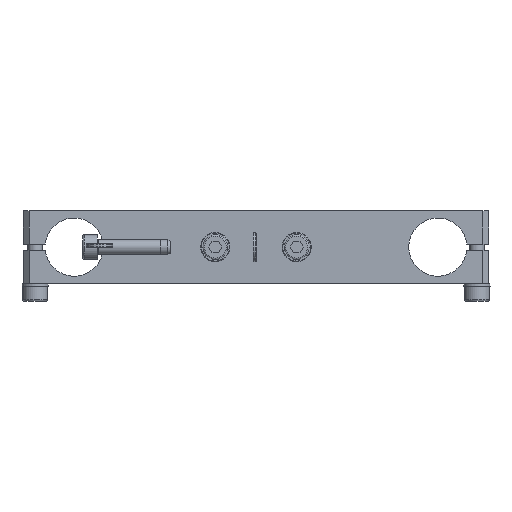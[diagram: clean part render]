
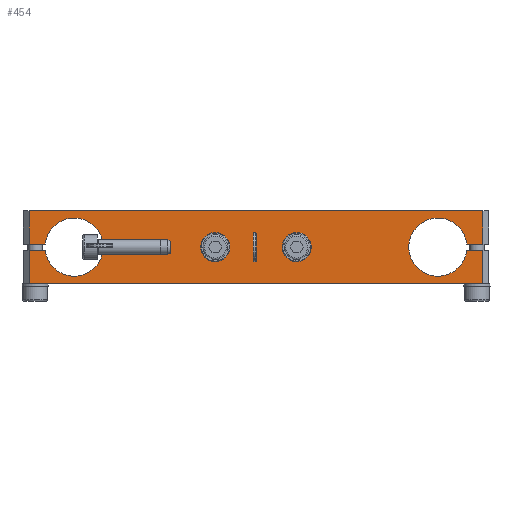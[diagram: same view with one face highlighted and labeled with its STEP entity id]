
A CAD part, front view. The second image highlights one B-rep face of the part: STEP entity #454.
In plain terms, the highlighted planar face has unit normal (0, -1, 0).
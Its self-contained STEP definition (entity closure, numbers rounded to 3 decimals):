
#454 = ADVANCED_FACE( '', ( #1049, #1050, #1051 ), #1052, .F. );
#1049 = FACE_BOUND( '', #1789, .T. );
#1050 = FACE_BOUND( '', #1790, .T. );
#1051 = FACE_OUTER_BOUND( '', #1791, .T. );
#1052 = PLANE( '', #1792 );
#1789 = EDGE_LOOP( '', ( #2996 ) );
#1790 = EDGE_LOOP( '', ( #2997 ) );
#1791 = EDGE_LOOP( '', ( #2998, #2999, #3000, #3001, #3002, #3003, #3004, #3005, #3006, #3007, #3008, #3009 ) );
#1792 = AXIS2_PLACEMENT_3D( '', #3010, #3011, #3012 );
#2996 = ORIENTED_EDGE( '', *, *, #4974, .T. );
#2997 = ORIENTED_EDGE( '', *, *, #4801, .T. );
#2998 = ORIENTED_EDGE( '', *, *, #4781, .F. );
#2999 = ORIENTED_EDGE( '', *, *, #4975, .T. );
#3000 = ORIENTED_EDGE( '', *, *, #4579, .F. );
#3001 = ORIENTED_EDGE( '', *, *, #4670, .T. );
#3002 = ORIENTED_EDGE( '', *, *, #4976, .F. );
#3003 = ORIENTED_EDGE( '', *, *, #4977, .T. );
#3004 = ORIENTED_EDGE( '', *, *, #4961, .F. );
#3005 = ORIENTED_EDGE( '', *, *, #4693, .T. );
#3006 = ORIENTED_EDGE( '', *, *, #4978, .F. );
#3007 = ORIENTED_EDGE( '', *, *, #4979, .T. );
#3008 = ORIENTED_EDGE( '', *, *, #4980, .F. );
#3009 = ORIENTED_EDGE( '', *, *, #4921, .T. );
#3010 = CARTESIAN_POINT( '', ( -80., 0., 12.5 ) );
#3011 = DIRECTION( '', ( 0., 1., 0. ) );
#3012 = DIRECTION( '', ( 0., 0., 1. ) );
#4579 = EDGE_CURVE( '', #5547, #5548, #5549, .T. );
#4670 = EDGE_CURVE( '', #5547, #5707, #5710, .T. );
#4693 = EDGE_CURVE( '', #5749, #5746, #5750, .T. );
#4781 = EDGE_CURVE( '', #5899, #5901, #5902, .T. );
#4801 = EDGE_CURVE( '', #5933, #5933, #5934, .T. );
#4921 = EDGE_CURVE( '', #6129, #5901, #6131, .T. );
#4961 = EDGE_CURVE( '', #5749, #6194, #6195, .T. );
#4974 = EDGE_CURVE( '', #6214, #6214, #6215, .T. );
#4975 = EDGE_CURVE( '', #5899, #5548, #6216, .T. );
#4976 = EDGE_CURVE( '', #6217, #5707, #6218, .T. );
#4977 = EDGE_CURVE( '', #6217, #6194, #6219, .T. );
#4978 = EDGE_CURVE( '', #6220, #5746, #6221, .T. );
#4979 = EDGE_CURVE( '', #6220, #6222, #6223, .T. );
#4980 = EDGE_CURVE( '', #6129, #6222, #6224, .T. );
#5547 = VERTEX_POINT( '', #7066 );
#5548 = VERTEX_POINT( '', #7067 );
#5549 = LINE( '', #7068, #7069 );
#5707 = VERTEX_POINT( '', #7280 );
#5710 = LINE( '', #7284, #7285 );
#5746 = VERTEX_POINT( '', #7335 );
#5749 = VERTEX_POINT( '', #7339 );
#5750 = LINE( '', #7340, #7341 );
#5899 = VERTEX_POINT( '', #7544 );
#5901 = VERTEX_POINT( '', #7547 );
#5902 = LINE( '', #7548, #7549 );
#5933 = VERTEX_POINT( '', #7591 );
#5934 = CIRCLE( '', #7592, 2.6 );
#6129 = VERTEX_POINT( '', #7849 );
#6131 = CIRCLE( '', #7852, 10. );
#6194 = VERTEX_POINT( '', #7932 );
#6195 = LINE( '', #7933, #7934 );
#6214 = VERTEX_POINT( '', #7958 );
#6215 = CIRCLE( '', #7959, 2.6 );
#6216 = LINE( '', #7960, #7961 );
#6217 = VERTEX_POINT( '', #7962 );
#6218 = LINE( '', #7963, #7964 );
#6219 = CIRCLE( '', #7965, 10. );
#6220 = VERTEX_POINT( '', #7966 );
#6221 = LINE( '', #7967, #7968 );
#6222 = VERTEX_POINT( '', #7969 );
#6223 = LINE( '', #7970, #7971 );
#6224 = LINE( '', #7972, #7973 );
#7066 = CARTESIAN_POINT( '', ( -78., 0., 12.5 ) );
#7067 = CARTESIAN_POINT( '', ( 78., 0., 12.5 ) );
#7068 = CARTESIAN_POINT( '', ( -80., 0., 12.5 ) );
#7069 = VECTOR( '', #8863, 1000. );
#7280 = CARTESIAN_POINT( '', ( -78., 0., 1. ) );
#7284 = CARTESIAN_POINT( '', ( -78., 0., 12.5 ) );
#7285 = VECTOR( '', #8972, 1000. );
#7335 = CARTESIAN_POINT( '', ( -78., 0., -12.5 ) );
#7339 = CARTESIAN_POINT( '', ( -78., 0., -1. ) );
#7340 = CARTESIAN_POINT( '', ( -78., 0., 12.5 ) );
#7341 = VECTOR( '', #8994, 1000. );
#7544 = CARTESIAN_POINT( '', ( 78., 0., 1. ) );
#7547 = CARTESIAN_POINT( '', ( 72.45, 0., 1. ) );
#7548 = CARTESIAN_POINT( '', ( -80., 0., 1. ) );
#7549 = VECTOR( '', #9095, 1000. );
#7591 = CARTESIAN_POINT( '', ( 14., 0., 2.6 ) );
#7592 = AXIS2_PLACEMENT_3D( '', #9116, #9117, #9118 );
#7849 = CARTESIAN_POINT( '', ( 72.45, 0., -1. ) );
#7852 = AXIS2_PLACEMENT_3D( '', #9266, #9267, #9268 );
#7932 = CARTESIAN_POINT( '', ( -72.45, 0., -1. ) );
#7933 = CARTESIAN_POINT( '', ( -80., 0., -1. ) );
#7934 = VECTOR( '', #9322, 1000. );
#7958 = CARTESIAN_POINT( '', ( -14., 0., 2.6 ) );
#7959 = AXIS2_PLACEMENT_3D( '', #9340, #9341, #9342 );
#7960 = CARTESIAN_POINT( '', ( 78., 0., 12.5 ) );
#7961 = VECTOR( '', #9343, 1000. );
#7962 = CARTESIAN_POINT( '', ( -72.45, 0., 1. ) );
#7963 = CARTESIAN_POINT( '', ( -80., 0., 1. ) );
#7964 = VECTOR( '', #9344, 1000. );
#7965 = AXIS2_PLACEMENT_3D( '', #9345, #9346, #9347 );
#7966 = CARTESIAN_POINT( '', ( 78., 0., -12.5 ) );
#7967 = CARTESIAN_POINT( '', ( 80., 0., -12.5 ) );
#7968 = VECTOR( '', #9348, 1000. );
#7969 = CARTESIAN_POINT( '', ( 78., 0., -1. ) );
#7970 = CARTESIAN_POINT( '', ( 78., 0., 12.5 ) );
#7971 = VECTOR( '', #9349, 1000. );
#7972 = CARTESIAN_POINT( '', ( -80., 0., -1. ) );
#7973 = VECTOR( '', #9350, 1000. );
#8863 = DIRECTION( '', ( 1., 0., 0. ) );
#8972 = DIRECTION( '', ( 0., 0., -1. ) );
#8994 = DIRECTION( '', ( 0., 0., -1. ) );
#9095 = DIRECTION( '', ( -1., 0., 0. ) );
#9116 = CARTESIAN_POINT( '', ( 14., 0., 0. ) );
#9117 = DIRECTION( '', ( 0., 1., 0. ) );
#9118 = DIRECTION( '', ( 0., 0., 1. ) );
#9266 = CARTESIAN_POINT( '', ( 62.5, 0., 0. ) );
#9267 = DIRECTION( '', ( 0., 1., 0. ) );
#9268 = DIRECTION( '', ( 0., 0., 1. ) );
#9322 = DIRECTION( '', ( 1., 0., 0. ) );
#9340 = CARTESIAN_POINT( '', ( -14., 0., 0. ) );
#9341 = DIRECTION( '', ( 0., 1., 0. ) );
#9342 = DIRECTION( '', ( 0., 0., 1. ) );
#9343 = DIRECTION( '', ( 0., 0., 1. ) );
#9344 = DIRECTION( '', ( -1., 0., 0. ) );
#9345 = CARTESIAN_POINT( '', ( -62.5, 0., 0. ) );
#9346 = DIRECTION( '', ( 0., 1., 0. ) );
#9347 = DIRECTION( '', ( 0., 0., 1. ) );
#9348 = DIRECTION( '', ( -1., 0., 0. ) );
#9349 = DIRECTION( '', ( 0., 0., 1. ) );
#9350 = DIRECTION( '', ( 1., 0., 0. ) );
